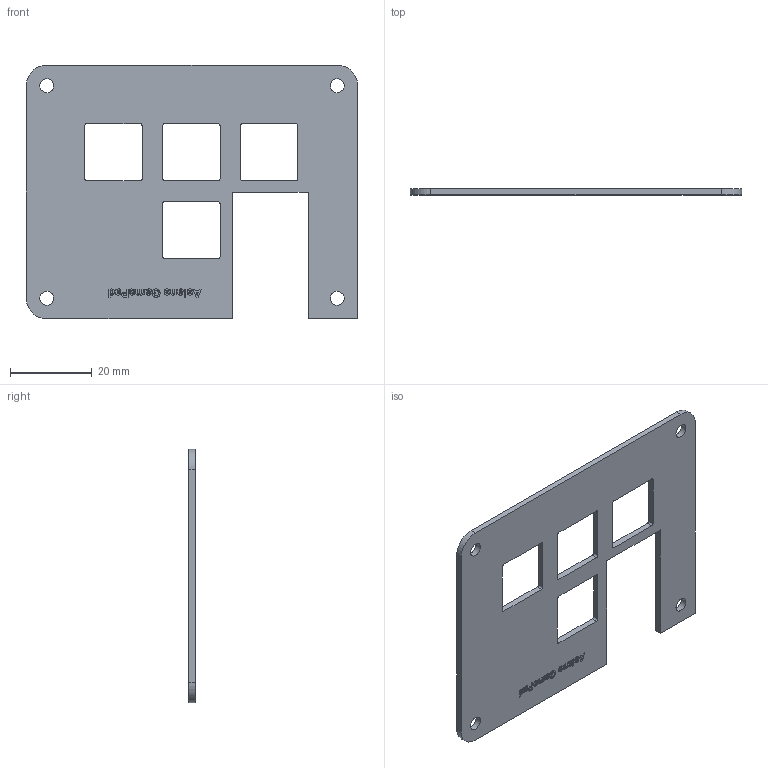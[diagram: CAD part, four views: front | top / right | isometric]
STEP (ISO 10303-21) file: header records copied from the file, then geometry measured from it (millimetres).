
FILE_DESCRIPTION(/* description */ (''),/* implementation_level */ '2;1');
FILE_NAME(/* name */ 'Hackclubtop.step',/* time_stamp */ '2025-12-04T12:55:18+05:00',/* author */ (''),/* organization */ (''),/* preprocessor_version */ 'ST-DEVELOPER v20.1',/* originating_system */ 'Autodesk Translation Framework v14.21.0.0',/* authorisation */ '');
FILE_SCHEMA (('AUTOMOTIVE_DESIGN { 1 0 10303 214 3 1 1 }'));
Length unit declared in the file: millimetre
Products named in the file (1): 2025-12-04-12-04-57-493
Bounding box: 81 x 1.5 x 62 mm (x, y, z)
Volume: 5423.2 mm3; surface area: 8193.2 mm2
Topology: 14 solids, 14 shells, 377 faces, 1047 edges, 698 vertices
Faces by surface type: bspline 227, plane 127, cylinder 23
Full cylindrical faces by diameter (mm): 3.4 x4
Entity records: 14197 total; most frequent: CARTESIAN_POINT 5982, ORIENTED_EDGE 2094, EDGE_CURVE 1047, DIRECTION 941, VERTEX_POINT 698, LINE 547, VECTOR 547, B_SPLINE_CURVE_WITH_KNOTS 454
